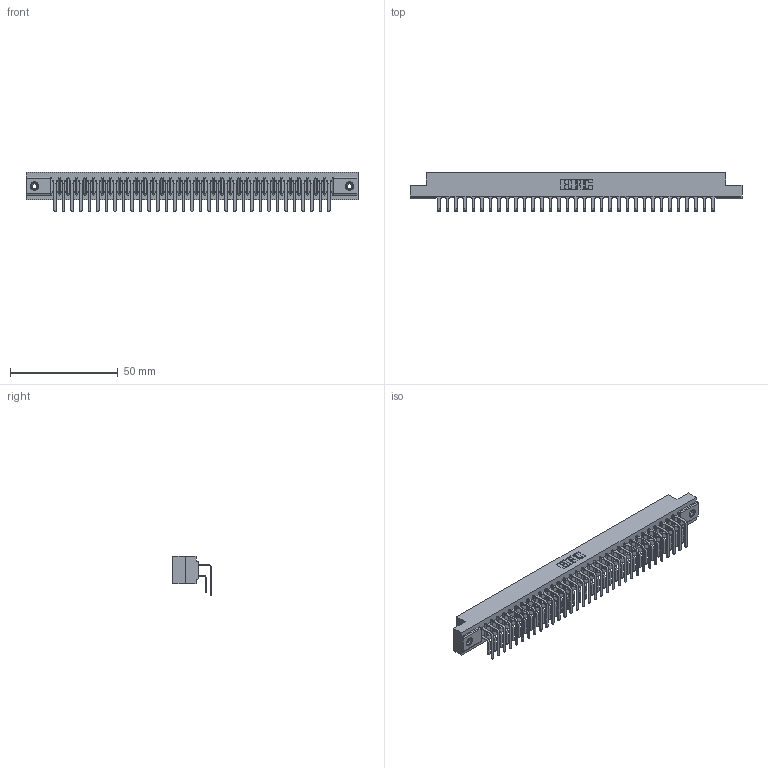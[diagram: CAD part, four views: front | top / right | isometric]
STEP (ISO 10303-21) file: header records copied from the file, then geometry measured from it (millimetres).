
FILE_DESCRIPTION (( 'STEP AP203' ), '1' );
FILE_NAME ('307-066-459-208.STEP', '2020-09-30T20:18:46', ( '' ), ( '' ), 'SwSTEP 2.0', 'SolidWorks 2020', '' );
FILE_SCHEMA (( 'CONFIG_CONTROL_DESIGN' ));
Length unit declared in the file: inch
Products named in the file (5): 307-066-459-208; 345-250-001_345-250-003-102; 307 Part_.156 Dia Mounting Holes; 307-290-001_558 559 - 1 (Single); 307-290-001_559 - 2 (Single)
Assembly tree (69 placements, depth 2):
  307-066-459-208
    307 Part_.156 Dia Mounting Holes
    307-290-001_558 559 - 1 (Single)  x33
    307-290-001_559 - 2 (Single)  x33
    345-250-001_345-250-003-102  x2
Bounding box: 153.77 x 17.69 x 18.07 mm (x, y, z)
Volume: 16574.1 mm3; surface area: 21822.9 mm2
Topology: 69 solids, 69 shells, 3512 faces, 9831 edges, 6366 vertices
Faces by surface type: plane 2280, cylinder 1148, sphere 68, cone 12, torus 4
Entity records: 33088 total; most frequent: CARTESIAN_POINT 5402, ORIENTED_EDGE 5346, DIRECTION 5303, EDGE_CURVE 2673, VECTOR 2045, LINE 2045, VERTEX_POINT 1728, AXIS2_PLACEMENT_3D 1629
